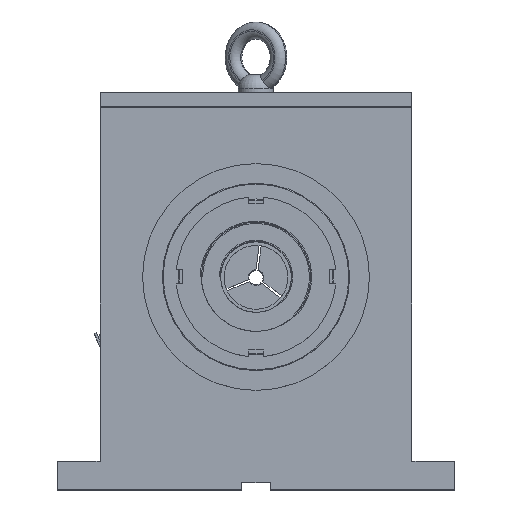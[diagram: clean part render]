
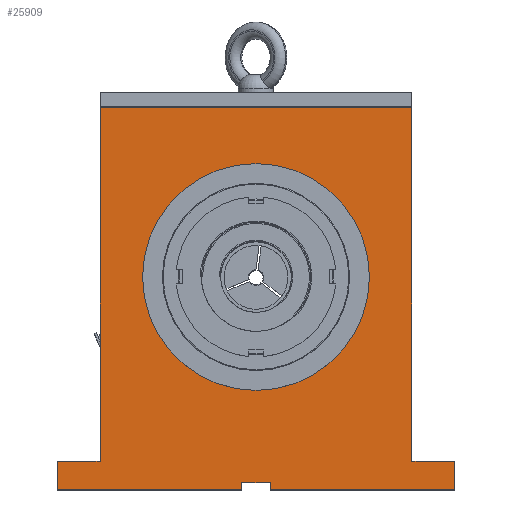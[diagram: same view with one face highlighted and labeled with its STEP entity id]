
A CAD part, top view. The second image highlights one B-rep face of the part: STEP entity #25909.
In plain terms, the highlighted planar face has unit normal (0, 0, 1).
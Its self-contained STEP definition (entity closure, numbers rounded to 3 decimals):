
#1480 = DIRECTION ( 'NONE',  ( -1., 0., 0. ) ) ;
#1759 = EDGE_CURVE ( 'NONE', #39739, #11444, #43751, .T. ) ;
#2065 = VERTEX_POINT ( 'NONE', #23635 ) ;
#2818 = CARTESIAN_POINT ( 'NONE',  ( 111.318, 25.397, 195.28 ) ) ;
#3442 = ORIENTED_EDGE ( 'NONE', *, *, #34938, .F. ) ;
#3725 = CARTESIAN_POINT ( 'NONE',  ( 231.318, 5.397, 195.28 ) ) ;
#3847 = CARTESIAN_POINT ( 'NONE',  ( 0., 0., 195.28 ) ) ;
#3869 = VERTEX_POINT ( 'NONE', #21057 ) ;
#4320 = ORIENTED_EDGE ( 'NONE', *, *, #35381, .F. ) ;
#4650 = CARTESIAN_POINT ( 'NONE',  ( 111.318, 274.897, 195.28 ) ) ;
#4902 = EDGE_CURVE ( 'NONE', #5878, #5878, #28896, .T. ) ;
#4936 = VECTOR ( 'NONE', #24407, 1000. ) ;
#5161 = EDGE_CURVE ( 'NONE', #33997, #30722, #25648, .T. ) ;
#5177 = CARTESIAN_POINT ( 'NONE',  ( 231.318, 5.397, 195.28 ) ) ;
#5329 = ORIENTED_EDGE ( 'NONE', *, *, #15336, .F. ) ;
#5413 = CARTESIAN_POINT ( 'NONE',  ( 361.318, 5.397, 195.28 ) ) ;
#5420 = VECTOR ( 'NONE', #1480, 1000. ) ;
#5512 = DIRECTION ( 'NONE',  ( -1., 0., 0. ) ) ;
#5805 = LINE ( 'NONE', #21059, #33996 ) ;
#5878 = VERTEX_POINT ( 'NONE', #17440 ) ;
#9292 = DIRECTION ( 'NONE',  ( 1., 0., 0. ) ) ;
#9518 = CARTESIAN_POINT ( 'NONE',  ( 331.318, 285.397, 195.28 ) ) ;
#9761 = DIRECTION ( 'NONE',  ( 0., -1., 0. ) ) ;
#11415 = CARTESIAN_POINT ( 'NONE',  ( 361.318, 5.397, 195.28 ) ) ;
#11444 = VERTEX_POINT ( 'NONE', #28476 ) ;
#12876 = ORIENTED_EDGE ( 'NONE', *, *, #26626, .F. ) ;
#13058 = VECTOR ( 'NONE', #17720, 1000. ) ;
#13206 = LINE ( 'NONE', #9518, #28440 ) ;
#13441 = CARTESIAN_POINT ( 'NONE',  ( 361.318, 285.397, 195.28 ) ) ;
#13711 = ORIENTED_EDGE ( 'NONE', *, *, #44628, .F. ) ;
#14560 = ORIENTED_EDGE ( 'NONE', *, *, #43934, .F. ) ;
#15336 = EDGE_CURVE ( 'NONE', #35495, #3869, #34162, .T. ) ;
#15546 = CARTESIAN_POINT ( 'NONE',  ( 331.318, 25.397, 195.28 ) ) ;
#15686 = AXIS2_PLACEMENT_3D ( 'NONE', #3847, #25258, #36505 ) ;
#17430 = DIRECTION ( 'NONE',  ( -1., 0., 0. ) ) ;
#17440 = CARTESIAN_POINT ( 'NONE',  ( 141.318, 155.397, 195.28 ) ) ;
#17449 = VECTOR ( 'NONE', #25191, 1000. ) ;
#17720 = DIRECTION ( 'NONE',  ( -1., 0., 0. ) ) ;
#17852 = ORIENTED_EDGE ( 'NONE', *, *, #1759, .F. ) ;
#18486 = EDGE_CURVE ( 'NONE', #3869, #23134, #43534, .T. ) ;
#18487 = DIRECTION ( 'NONE',  ( 0., 1., 0. ) ) ;
#18875 = VECTOR ( 'NONE', #21005, 1000. ) ;
#19918 = CARTESIAN_POINT ( 'NONE',  ( 211.318, 10.397, 195.28 ) ) ;
#20891 = VERTEX_POINT ( 'NONE', #2818 ) ;
#21005 = DIRECTION ( 'NONE',  ( 0., 1., 0. ) ) ;
#21006 = CARTESIAN_POINT ( 'NONE',  ( 0., 274.897, 195.28 ) ) ;
#21057 = CARTESIAN_POINT ( 'NONE',  ( 361.318, 25.397, 195.28 ) ) ;
#21059 = CARTESIAN_POINT ( 'NONE',  ( 81.318, 25.397, 195.28 ) ) ;
#21092 = AXIS2_PLACEMENT_3D ( 'NONE', #23694, #45993, #5512 ) ;
#21150 = LINE ( 'NONE', #5413, #5420 ) ;
#21270 = CARTESIAN_POINT ( 'NONE',  ( 111.318, 25.397, 195.28 ) ) ;
#21870 = CARTESIAN_POINT ( 'NONE',  ( 231.318, 10.397, 195.28 ) ) ;
#22601 = EDGE_CURVE ( 'NONE', #44842, #29201, #32296, .T. ) ;
#23134 = VERTEX_POINT ( 'NONE', #11415 ) ;
#23635 = CARTESIAN_POINT ( 'NONE',  ( 211.318, 5.397, 195.28 ) ) ;
#23694 = CARTESIAN_POINT ( 'NONE',  ( 221.318, 155.397, 195.28 ) ) ;
#24140 = EDGE_LOOP ( 'NONE', ( #28537 ) ) ;
#24407 = DIRECTION ( 'NONE',  ( 0., -1., 0. ) ) ;
#24464 = DIRECTION ( 'NONE',  ( 0., -1., 0. ) ) ;
#24551 = LINE ( 'NONE', #36046, #38925 ) ;
#24925 = DIRECTION ( 'NONE',  ( -1., 0., 0. ) ) ;
#25191 = DIRECTION ( 'NONE',  ( 0., 1., 0. ) ) ;
#25258 = DIRECTION ( 'NONE',  ( 0., 0., -1. ) ) ;
#25559 = ORIENTED_EDGE ( 'NONE', *, *, #44050, .F. ) ;
#25648 = LINE ( 'NONE', #21006, #30466 ) ;
#25761 = CARTESIAN_POINT ( 'NONE',  ( 331.318, 25.397, 195.28 ) ) ;
#25909 = ADVANCED_FACE ( 'NONE', ( #37476, #41159 ), #30116, .F. ) ;
#26626 = EDGE_CURVE ( 'NONE', #23134, #44842, #21150, .T. ) ;
#27009 = ORIENTED_EDGE ( 'NONE', *, *, #22601, .F. ) ;
#27165 = VECTOR ( 'NONE', #9761, 1000. ) ;
#28343 = VECTOR ( 'NONE', #30459, 1000. ) ;
#28440 = VECTOR ( 'NONE', #24464, 1000. ) ;
#28476 = CARTESIAN_POINT ( 'NONE',  ( 81.318, 25.397, 195.28 ) ) ;
#28537 = ORIENTED_EDGE ( 'NONE', *, *, #4902, .F. ) ;
#28896 = CIRCLE ( 'NONE', #21092, 80. ) ;
#29201 = VERTEX_POINT ( 'NONE', #38207 ) ;
#30116 = PLANE ( 'NONE',  #15686 ) ;
#30459 = DIRECTION ( 'NONE',  ( 1., 0., 0. ) ) ;
#30466 = VECTOR ( 'NONE', #24925, 1000. ) ;
#30722 = VERTEX_POINT ( 'NONE', #4650 ) ;
#31500 = CARTESIAN_POINT ( 'NONE',  ( 81.318, 5.397, 195.28 ) ) ;
#32276 = ORIENTED_EDGE ( 'NONE', *, *, #18486, .F. ) ;
#32283 = LINE ( 'NONE', #21270, #17449 ) ;
#32296 = LINE ( 'NONE', #3725, #43551 ) ;
#32958 = LINE ( 'NONE', #42999, #4936 ) ;
#33996 = VECTOR ( 'NONE', #9292, 1000. ) ;
#33997 = VERTEX_POINT ( 'NONE', #34943 ) ;
#34162 = LINE ( 'NONE', #15546, #28343 ) ;
#34938 = EDGE_CURVE ( 'NONE', #29201, #43386, #43423, .T. ) ;
#34943 = CARTESIAN_POINT ( 'NONE',  ( 331.318, 274.897, 195.28 ) ) ;
#35381 = EDGE_CURVE ( 'NONE', #2065, #39739, #24551, .T. ) ;
#35495 = VERTEX_POINT ( 'NONE', #25761 ) ;
#36046 = CARTESIAN_POINT ( 'NONE',  ( 361.318, 5.397, 195.28 ) ) ;
#36505 = DIRECTION ( 'NONE',  ( -1., 0., 0. ) ) ;
#37476 = FACE_BOUND ( 'NONE', #24140, .T. ) ;
#38207 = CARTESIAN_POINT ( 'NONE',  ( 231.318, 10.397, 195.28 ) ) ;
#38925 = VECTOR ( 'NONE', #17430, 1000. ) ;
#39739 = VERTEX_POINT ( 'NONE', #31500 ) ;
#41159 = FACE_OUTER_BOUND ( 'NONE', #41537, .T. ) ;
#41537 = EDGE_LOOP ( 'NONE', ( #14560, #41691, #25559, #43338, #17852, #4320, #13711, #3442, #27009, #12876, #32276, #5329 ) ) ;
#41691 = ORIENTED_EDGE ( 'NONE', *, *, #5161, .T. ) ;
#42999 = CARTESIAN_POINT ( 'NONE',  ( 211.318, 10.397, 195.28 ) ) ;
#43338 = ORIENTED_EDGE ( 'NONE', *, *, #47348, .F. ) ;
#43386 = VERTEX_POINT ( 'NONE', #19918 ) ;
#43423 = LINE ( 'NONE', #21870, #13058 ) ;
#43534 = LINE ( 'NONE', #13441, #27165 ) ;
#43551 = VECTOR ( 'NONE', #18487, 1000. ) ;
#43751 = LINE ( 'NONE', #47195, #18875 ) ;
#43934 = EDGE_CURVE ( 'NONE', #33997, #35495, #13206, .T. ) ;
#44050 = EDGE_CURVE ( 'NONE', #20891, #30722, #32283, .T. ) ;
#44628 = EDGE_CURVE ( 'NONE', #43386, #2065, #32958, .T. ) ;
#44842 = VERTEX_POINT ( 'NONE', #5177 ) ;
#45993 = DIRECTION ( 'NONE',  ( 0., 0., 1. ) ) ;
#47195 = CARTESIAN_POINT ( 'NONE',  ( 81.318, 5.397, 195.28 ) ) ;
#47348 = EDGE_CURVE ( 'NONE', #11444, #20891, #5805, .T. ) ;
